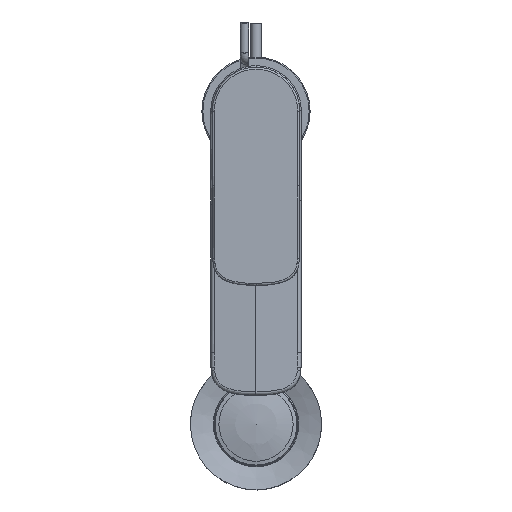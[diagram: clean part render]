
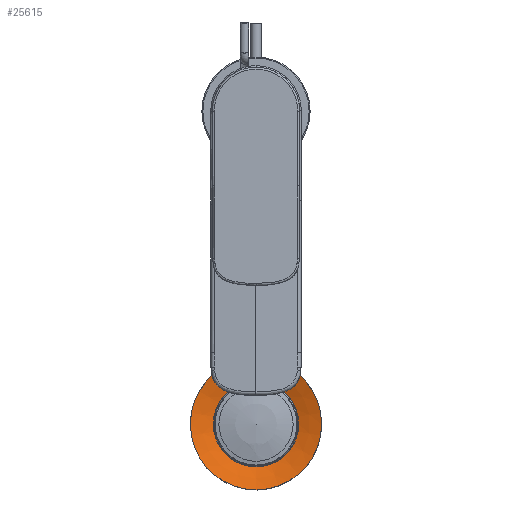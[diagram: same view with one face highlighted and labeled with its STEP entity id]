
A CAD part, top view. The second image highlights one B-rep face of the part: STEP entity #25615.
In plain terms, the highlighted conical face has half-angle 72.04 degrees and reference radius 31.5 mm.
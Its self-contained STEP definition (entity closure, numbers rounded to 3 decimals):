
#355=CONICAL_SURFACE('',#28284,31.5,1.257);
#1739=CIRCLE('',#28282,31.5);
#1741=CIRCLE('',#28285,20.5);
#14224=ORIENTED_EDGE('',*,*,#18122,.T.);
#14225=ORIENTED_EDGE('',*,*,#18120,.F.);
#18120=EDGE_CURVE('',#20561,#20561,#1739,.T.);
#18122=EDGE_CURVE('',#20563,#20563,#1741,.T.);
#20561=VERTEX_POINT('',#47647);
#20563=VERTEX_POINT('',#47652);
#22244=EDGE_LOOP('',(#14224));
#22245=EDGE_LOOP('',(#14225));
#23952=FACE_BOUND('',#22244,.T.);
#23953=FACE_BOUND('',#22245,.T.);
#25615=ADVANCED_FACE('',(#23952,#23953),#355,.F.);
#28282=AXIS2_PLACEMENT_3D('',#47646,#34132,#34133);
#28284=AXIS2_PLACEMENT_3D('',#47650,#34136,#34137);
#28285=AXIS2_PLACEMENT_3D('',#47651,#34138,#34139);
#34132=DIRECTION('',(0.,0.,-1.));
#34133=DIRECTION('',(-1.,0.,0.));
#34136=DIRECTION('',(0.,0.,1.));
#34137=DIRECTION('',(1.,0.,0.));
#34138=DIRECTION('',(0.,0.,-1.));
#34139=DIRECTION('',(-1.,0.,0.));
#47646=CARTESIAN_POINT('',(0.,0.,0.));
#47647=CARTESIAN_POINT('',(-31.5,0.,0.));
#47650=CARTESIAN_POINT('',(0.,0.,0.));
#47651=CARTESIAN_POINT('',(0.,0.,-3.566));
#47652=CARTESIAN_POINT('',(-20.5,0.,-3.566));
